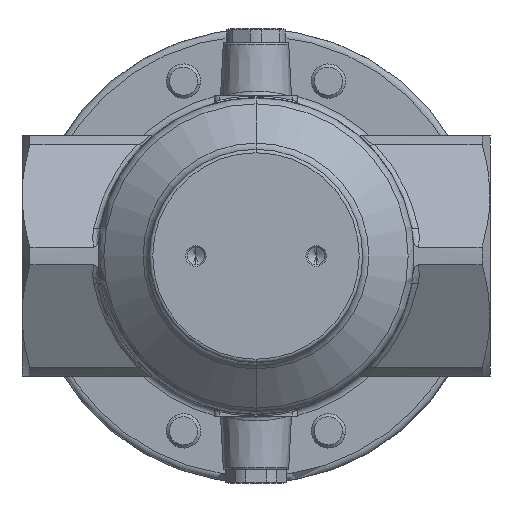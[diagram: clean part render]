
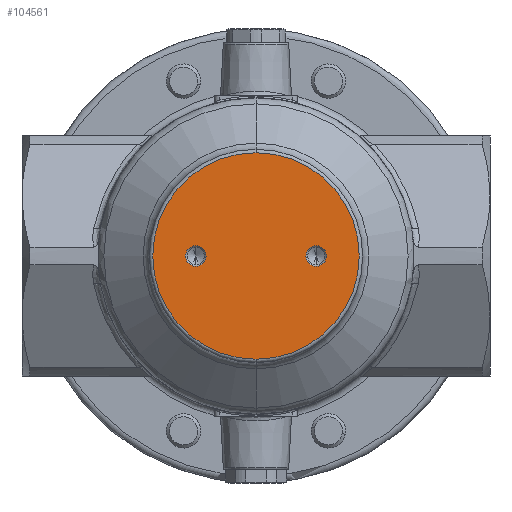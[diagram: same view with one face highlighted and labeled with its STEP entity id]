
A CAD part, front view. The second image highlights one B-rep face of the part: STEP entity #104561.
In plain terms, the highlighted planar face has unit normal (0, -1, 0).
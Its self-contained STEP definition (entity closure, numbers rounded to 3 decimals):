
#1450 = EDGE_LOOP ( 'NONE', ( #24584, #118332 ) ) ;
#2931 = CARTESIAN_POINT ( 'NONE',  ( 0., -8., 0. ) ) ;
#4104 = EDGE_LOOP ( 'NONE', ( #127529, #87932 ) ) ;
#6601 = FACE_BOUND ( 'NONE', #1450, .T. ) ;
#8781 = EDGE_LOOP ( 'NONE', ( #33122, #125560 ) ) ;
#12478 = AXIS2_PLACEMENT_3D ( 'NONE', #119818, #50867, #131394 ) ;
#14579 = DIRECTION ( 'NONE',  ( 0., 0., 1. ) ) ;
#17860 = CARTESIAN_POINT ( 'NONE',  ( 17.5, -8., 0. ) ) ;
#19436 = CIRCLE ( 'NONE', #12478, 3. ) ;
#23060 = DIRECTION ( 'NONE',  ( 0., -1., 0. ) ) ;
#24584 = ORIENTED_EDGE ( 'NONE', *, *, #74362, .T. ) ;
#25354 = CIRCLE ( 'NONE', #67305, 3. ) ;
#26376 = CIRCLE ( 'NONE', #69717, 30. ) ;
#29388 = DIRECTION ( 'NONE',  ( 0., 0., 1. ) ) ;
#30979 = VERTEX_POINT ( 'NONE', #102088 ) ;
#33122 = ORIENTED_EDGE ( 'NONE', *, *, #77492, .T. ) ;
#34463 = EDGE_CURVE ( 'NONE', #52641, #60641, #26376, .T. ) ;
#37123 = PLANE ( 'NONE',  #100432 ) ;
#43346 = CARTESIAN_POINT ( 'NONE',  ( 17.5, -8., -3. ) ) ;
#47824 = DIRECTION ( 'NONE',  ( 0., -1., 0. ) ) ;
#50709 = DIRECTION ( 'NONE',  ( 0., 1., 0. ) ) ;
#50867 = DIRECTION ( 'NONE',  ( 0., 1., 0. ) ) ;
#52474 = EDGE_CURVE ( 'NONE', #60641, #52641, #142177, .T. ) ;
#52641 = VERTEX_POINT ( 'NONE', #130615 ) ;
#55391 = CARTESIAN_POINT ( 'NONE',  ( 17.5, -8., 3. ) ) ;
#57794 = DIRECTION ( 'NONE',  ( 0., 1., 0. ) ) ;
#60641 = VERTEX_POINT ( 'NONE', #133749 ) ;
#63575 = AXIS2_PLACEMENT_3D ( 'NONE', #126668, #57794, #138302 ) ;
#67305 = AXIS2_PLACEMENT_3D ( 'NONE', #119661, #50709, #131227 ) ;
#69717 = AXIS2_PLACEMENT_3D ( 'NONE', #92021, #23060, #103560 ) ;
#74362 = EDGE_CURVE ( 'NONE', #102075, #91976, #142139, .T. ) ;
#77492 = EDGE_CURVE ( 'NONE', #107382, #30979, #19436, .T. ) ;
#77907 = CIRCLE ( 'NONE', #63575, 3. ) ;
#78297 = AXIS2_PLACEMENT_3D ( 'NONE', #116760, #47824, #128302 ) ;
#83476 = DIRECTION ( 'NONE',  ( 0., -1., 0. ) ) ;
#83503 = EDGE_CURVE ( 'NONE', #30979, #107382, #25354, .T. ) ;
#87932 = ORIENTED_EDGE ( 'NONE', *, *, #52474, .T. ) ;
#91976 = VERTEX_POINT ( 'NONE', #43346 ) ;
#92021 = CARTESIAN_POINT ( 'NONE',  ( 0., -8., 0. ) ) ;
#98325 = DIRECTION ( 'NONE',  ( 0., 1., 0. ) ) ;
#98433 = FACE_OUTER_BOUND ( 'NONE', #4104, .T. ) ;
#100432 = AXIS2_PLACEMENT_3D ( 'NONE', #2931, #83476, #14579 ) ;
#102075 = VERTEX_POINT ( 'NONE', #55391 ) ;
#102088 = CARTESIAN_POINT ( 'NONE',  ( -17.5, -8., -3. ) ) ;
#103250 = EDGE_CURVE ( 'NONE', #91976, #102075, #77907, .T. ) ;
#103560 = DIRECTION ( 'NONE',  ( 0., 0., 1. ) ) ;
#104561 = ADVANCED_FACE ( 'NONE', ( #128918, #6601, #98433 ), #37123, .T. ) ;
#107382 = VERTEX_POINT ( 'NONE', #108313 ) ;
#108313 = CARTESIAN_POINT ( 'NONE',  ( -17.5, -8., 3. ) ) ;
#116760 = CARTESIAN_POINT ( 'NONE',  ( 0., -8., 0. ) ) ;
#118332 = ORIENTED_EDGE ( 'NONE', *, *, #103250, .T. ) ;
#119661 = CARTESIAN_POINT ( 'NONE',  ( -17.5, -8., 0. ) ) ;
#119818 = CARTESIAN_POINT ( 'NONE',  ( -17.5, -8., 0. ) ) ;
#120838 = AXIS2_PLACEMENT_3D ( 'NONE', #17860, #98325, #29388 ) ;
#125560 = ORIENTED_EDGE ( 'NONE', *, *, #83503, .T. ) ;
#126668 = CARTESIAN_POINT ( 'NONE',  ( 17.5, -8., 0. ) ) ;
#127529 = ORIENTED_EDGE ( 'NONE', *, *, #34463, .T. ) ;
#128302 = DIRECTION ( 'NONE',  ( 0., 0., 1. ) ) ;
#128918 = FACE_BOUND ( 'NONE', #8781, .T. ) ;
#130615 = CARTESIAN_POINT ( 'NONE',  ( 0., -8., 30. ) ) ;
#131227 = DIRECTION ( 'NONE',  ( 0., 0., 1. ) ) ;
#131394 = DIRECTION ( 'NONE',  ( 0., 0., 1. ) ) ;
#133749 = CARTESIAN_POINT ( 'NONE',  ( 0., -8., -30. ) ) ;
#138302 = DIRECTION ( 'NONE',  ( 0., 0., 1. ) ) ;
#142139 = CIRCLE ( 'NONE', #120838, 3. ) ;
#142177 = CIRCLE ( 'NONE', #78297, 30. ) ;
